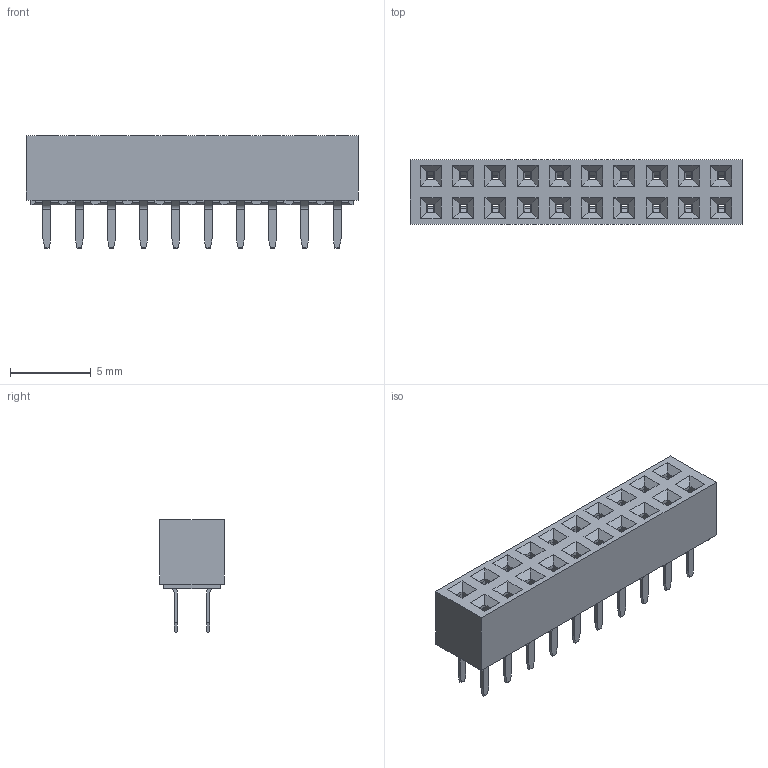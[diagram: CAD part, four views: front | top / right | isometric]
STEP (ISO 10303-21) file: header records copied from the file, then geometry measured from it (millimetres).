
FILE_DESCRIPTION(/* description */ ('Unknown'),/* implementation_level */ '2;1');
FILE_NAME(/* name */ '62002021821',/* time_stamp */ '2017-10-26T15:05:39+02:00',/* author */ ('Unknown'),/* organization */ ('Unknown'),/* preprocessor_version */ 'ST-DEVELOPER v16.7',/* originating_system */ 'DEX',/* authorisation */ $);
FILE_SCHEMA (('AUTOMOTIVE_DESIGN {1 0 10303 214 3 1 1}'));
Length unit declared in the file: millimetre
Products named in the file (3): 6200xx21821; 62002021821
Assembly tree (21 placements, depth 2):
  6200xx21821
    62002021821
    6200xx21821  x20
Bounding box: 20.6 x 4 x 7 mm (x, y, z)
Volume: 245.4 mm3; surface area: 1313.3 mm2
Topology: 21 solids, 21 shells, 2431 faces, 6444 edges, 4056 vertices
Faces by surface type: plane 1591, cylinder 760, bspline 80
Entity records: 13986 total; most frequent: CARTESIAN_POINT 2511, ORIENTED_EDGE 2400, DIRECTION 2206, EDGE_CURVE 1200, LINE 1124, VECTOR 1124, VERTEX_POINT 750, AXIS2_PLACEMENT_3D 541
